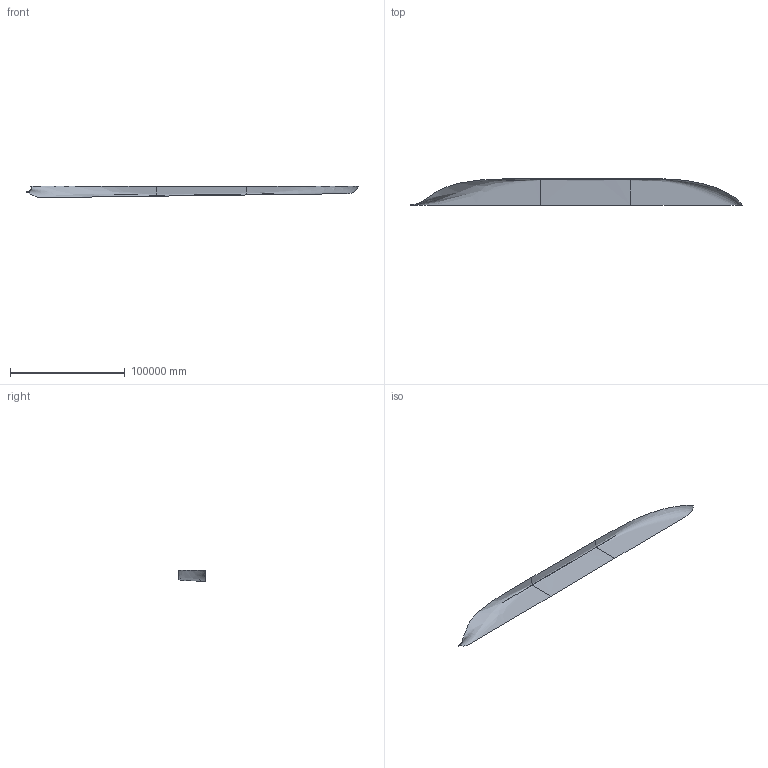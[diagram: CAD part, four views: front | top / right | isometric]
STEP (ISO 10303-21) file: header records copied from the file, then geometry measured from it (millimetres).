
FILE_DESCRIPTION(/* description */ (''),/* implementation_level */ '2;1');
FILE_NAME(/* name */ 'optiwise_test_step',/* time_stamp */ '2025-06-05T14:26:52+02:00',/* author */ (''),/* organization */ (''),/* preprocessor_version */ 'ST-DEVELOPER v16.5',/* originating_system */ '',/* authorisation */ '');
FILE_SCHEMA (('CONFIG_CONTROL_DESIGN'));
Length unit declared in the file: metre
Products named in the file (1): Document
Bounding box: 289330.06 x 23407.54 x 9861.82 mm (x, y, z)
Surface area: 7465856969.3 mm2 (no closed solid volume)
Topology: 0 solids, 1 shells, 12 faces, 37 edges, 26 vertices
Faces by surface type: bspline 8, cylinder 2, plane 2
Entity records: 2102 total; most frequent: CARTESIAN_POINT 1797, ORIENTED_EDGE 62, EDGE_CURVE 37, B_SPLINE_CURVE_WITH_KNOTS 32, VERTEX_POINT 26, ADVANCED_FACE 12, FACE_OUTER_BOUND 12, EDGE_LOOP 12
